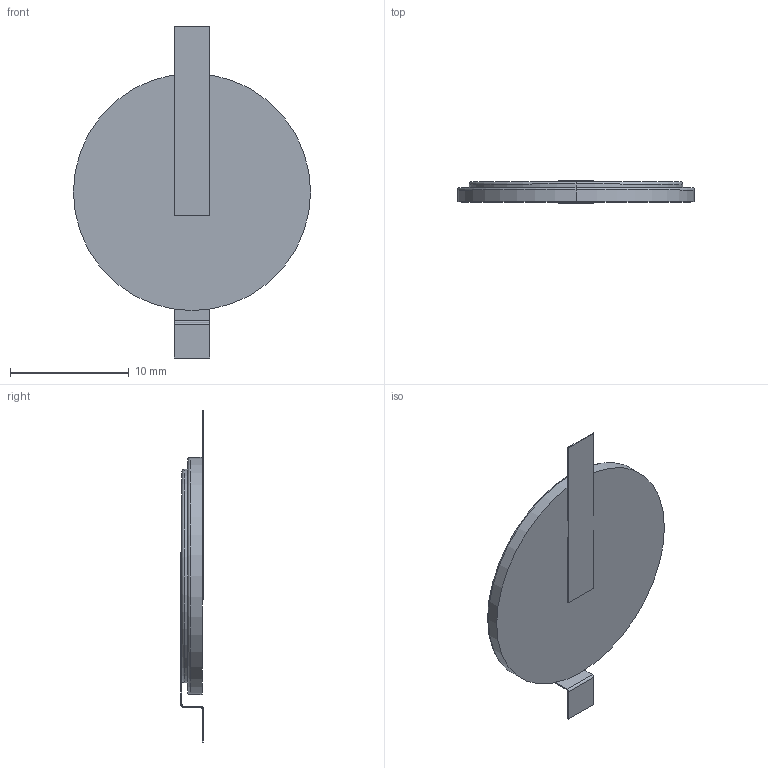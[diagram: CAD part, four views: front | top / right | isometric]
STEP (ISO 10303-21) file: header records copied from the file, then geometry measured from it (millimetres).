
FILE_DESCRIPTION (( 'STEP AP214' ), '1' );
FILE_NAME ('CR2016 MFR SM.STEP', '2023-01-10T12:01:05', ( '' ), ( '' ), 'SwSTEP 2.0', 'SolidWorks 2019', '' );
FILE_SCHEMA (( 'AUTOMOTIVE_DESIGN' ));
Length unit declared in the file: millimetre
Products named in the file (1): CR2016 MFR SM
Bounding box: 20 x 1.9 x 28 mm (x, y, z)
Volume: 513.3 mm3; surface area: 931.4 mm2
Topology: 3 solids, 3 shells, 31 faces, 68 edges, 44 vertices
Faces by surface type: plane 19, cylinder 8, torus 4
Entity records: 1159 total; most frequent: DIRECTION 156, CARTESIAN_POINT 144, ORIENTED_EDGE 136, EDGE_CURVE 68, AXIS2_PLACEMENT_3D 56, VERTEX_POINT 44, LINE 44, VECTOR 44
